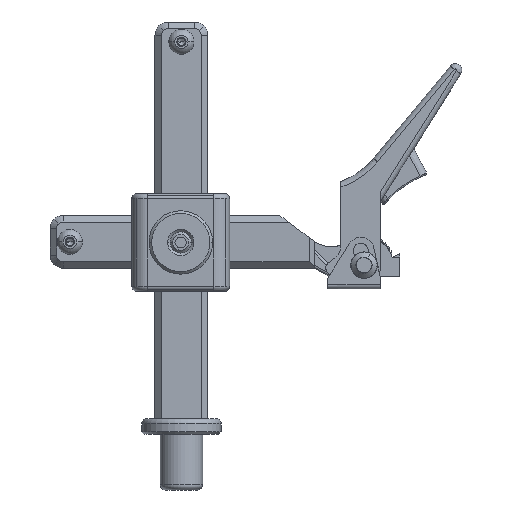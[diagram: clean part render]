
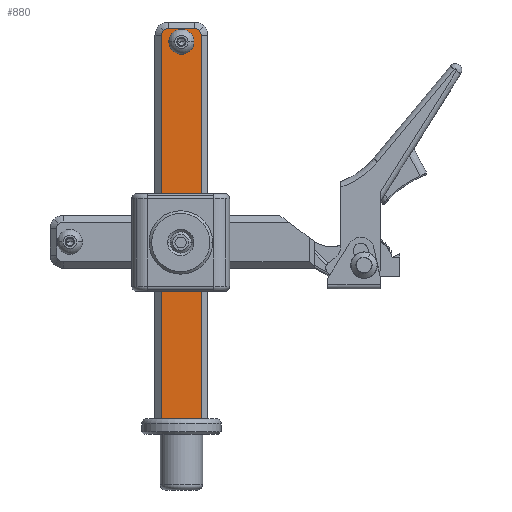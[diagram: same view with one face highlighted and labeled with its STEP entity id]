
A CAD part, front view. The second image highlights one B-rep face of the part: STEP entity #880.
In plain terms, the highlighted planar face has unit normal (0, -1, 0).
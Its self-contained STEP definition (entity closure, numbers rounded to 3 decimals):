
#880=ADVANCED_FACE('',(#1970,#1971),#1972,.T.);
#1970=FACE_BOUND('',#3789,.T.);
#1971=FACE_OUTER_BOUND('',#3790,.T.);
#1972=PLANE('',#3791);
#3789=EDGE_LOOP('',(#6827,#6828));
#3790=EDGE_LOOP('',(#6829,#6830,#6831,#6832,#6833,#6834,#6835,#6836));
#3791=AXIS2_PLACEMENT_3D('',#6837,#6838,#6839);
#6827=ORIENTED_EDGE('',*,*,#9831,.T.);
#6828=ORIENTED_EDGE('',*,*,#9832,.T.);
#6829=ORIENTED_EDGE('',*,*,#9833,.F.);
#6830=ORIENTED_EDGE('',*,*,#9324,.F.);
#6831=ORIENTED_EDGE('',*,*,#9834,.F.);
#6832=ORIENTED_EDGE('',*,*,#9504,.F.);
#6833=ORIENTED_EDGE('',*,*,#9376,.F.);
#6834=ORIENTED_EDGE('',*,*,#9285,.F.);
#6835=ORIENTED_EDGE('',*,*,#9197,.F.);
#6836=ORIENTED_EDGE('',*,*,#9835,.F.);
#6837=CARTESIAN_POINT('',(23.187,-321.6,120.873));
#6838=DIRECTION('',(0.0,-1.0,0.0));
#6839=DIRECTION('',(0.0,0.0,-1.0));
#9197=EDGE_CURVE('',#10723,#10725,#10726,.T.);
#9285=EDGE_CURVE('',#10725,#10880,#10884,.T.);
#9324=EDGE_CURVE('',#10947,#10950,#10951,.T.);
#9376=EDGE_CURVE('',#10880,#11036,#11037,.T.);
#9504=EDGE_CURVE('',#11036,#11258,#11259,.T.);
#9831=EDGE_CURVE('',#11772,#11773,#11774,.T.);
#9832=EDGE_CURVE('',#11773,#11772,#11775,.T.);
#9833=EDGE_CURVE('',#10950,#11776,#11777,.T.);
#9834=EDGE_CURVE('',#11258,#10947,#11778,.T.);
#9835=EDGE_CURVE('',#11776,#10723,#11779,.T.);
#10723=VERTEX_POINT('',#12912);
#10725=VERTEX_POINT('',#12915);
#10726=LINE('',#12916,#12917);
#10880=VERTEX_POINT('',#13368);
#10884=CIRCLE('',#13373,2.5);
#10947=VERTEX_POINT('',#13729);
#10950=VERTEX_POINT('',#13733);
#10951=CIRCLE('',#13734,2.5);
#11036=VERTEX_POINT('',#14075);
#11037=CIRCLE('',#14076,2.5);
#11258=VERTEX_POINT('',#14940);
#11259=LINE('',#14941,#14942);
#11772=VERTEX_POINT('',#16996);
#11773=VERTEX_POINT('',#16997);
#11774=CIRCLE('',#16998,2.5);
#11775=CIRCLE('',#16999,2.5);
#11776=VERTEX_POINT('',#17000);
#11777=LINE('',#17001,#17002);
#11778=CIRCLE('',#17003,2.5);
#11779=LINE('',#17004,#17005);
#12912=CARTESIAN_POINT('',(5.687,-321.6,-29.127));
#12915=CARTESIAN_POINT('',(5.687,-321.6,115.873));
#12916=CARTESIAN_POINT('',(5.687,-321.6,120.873));
#12917=VECTOR('',#21418,1.0);
#13368=CARTESIAN_POINT('',(6.42,-321.6,117.64));
#13373=AXIS2_PLACEMENT_3D('',#21513,#21514,#21515);
#13729=CARTESIAN_POINT('',(19.955,-321.6,117.64));
#13733=CARTESIAN_POINT('',(20.687,-321.6,115.873));
#13734=AXIS2_PLACEMENT_3D('',#21543,#21544,#21545);
#14075=CARTESIAN_POINT('',(8.187,-321.6,118.373));
#14076=AXIS2_PLACEMENT_3D('',#21607,#21608,#21609);
#14940=CARTESIAN_POINT('',(18.187,-321.6,118.373));
#14941=CARTESIAN_POINT('',(13.187,-321.6,118.373));
#14942=VECTOR('',#21712,1.0);
#16996=CARTESIAN_POINT('',(10.687,-321.6,113.373));
#16997=CARTESIAN_POINT('',(15.687,-321.6,113.373));
#16998=AXIS2_PLACEMENT_3D('',#22021,#22022,#22023);
#16999=AXIS2_PLACEMENT_3D('',#22024,#22025,#22026);
#17000=CARTESIAN_POINT('',(20.687,-321.6,-29.127));
#17001=CARTESIAN_POINT('',(20.687,-321.6,120.873));
#17002=VECTOR('',#22027,1.0);
#17003=AXIS2_PLACEMENT_3D('',#22028,#22029,#22030);
#17004=CARTESIAN_POINT('',(23.187,-321.6,-29.127));
#17005=VECTOR('',#22031,1.0);
#21418=DIRECTION('',(0.0,0.0,1.0));
#21513=CARTESIAN_POINT('',(8.187,-321.6,115.873));
#21514=DIRECTION('',(0.0,1.0,0.0));
#21515=DIRECTION('',(-0.707,0.0,0.707));
#21543=CARTESIAN_POINT('',(18.187,-321.6,115.873));
#21544=DIRECTION('',(-0.0,1.0,0.0));
#21545=DIRECTION('',(0.707,0.0,0.707));
#21607=CARTESIAN_POINT('',(8.187,-321.6,115.873));
#21608=DIRECTION('',(0.0,1.0,0.0));
#21609=DIRECTION('',(-0.707,0.0,0.707));
#21712=DIRECTION('',(1.0,0.0,0.0));
#22021=CARTESIAN_POINT('',(13.187,-321.6,113.373));
#22022=DIRECTION('',(-0.0,1.0,0.0));
#22023=DIRECTION('',(1.0,0.0,0.0));
#22024=CARTESIAN_POINT('',(13.187,-321.6,113.373));
#22025=DIRECTION('',(-0.0,1.0,0.0));
#22026=DIRECTION('',(1.0,0.0,0.0));
#22027=DIRECTION('',(0.0,0.0,-1.0));
#22028=CARTESIAN_POINT('',(18.187,-321.6,115.873));
#22029=DIRECTION('',(-0.0,1.0,0.0));
#22030=DIRECTION('',(0.707,0.0,0.707));
#22031=DIRECTION('',(-1.0,0.0,0.0));
